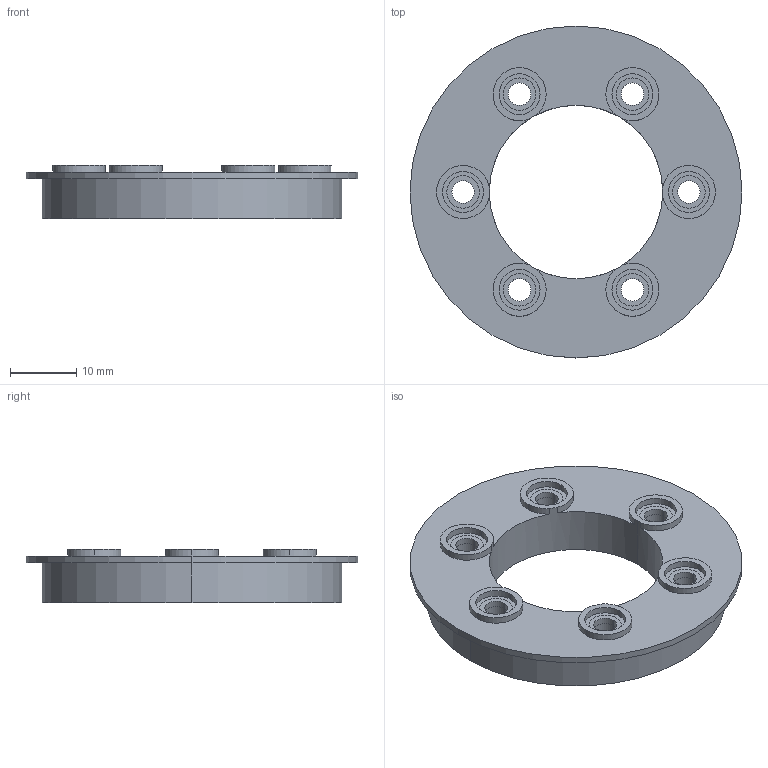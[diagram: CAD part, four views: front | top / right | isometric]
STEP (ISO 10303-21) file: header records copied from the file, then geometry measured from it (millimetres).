
FILE_DESCRIPTION (( 'STEP AP214' ), '1' );
FILE_NAME ('9.珨撰怀堤粣囀.STEP', '2025-11-18T11:30:44', ( '' ), ( '' ), 'SwSTEP 2.0', 'SolidWorks 2023', '' );
FILE_SCHEMA (( 'AUTOMOTIVE_DESIGN' ));
Length unit declared in the file: millimetre
Products named in the file (1): 9.一级输出轴内
Bounding box: 50 x 50 x 8 mm (x, y, z)
Volume: 7171.6 mm3; surface area: 5867 mm2
Topology: 7 solids, 7 shells, 132 faces, 297 edges, 198 vertices
Faces by surface type: cylinder 93, plane 39
Entity records: 3928 total; most frequent: DIRECTION 761, CARTESIAN_POINT 628, ORIENTED_EDGE 594, AXIS2_PLACEMENT_3D 331, EDGE_CURVE 297, CIRCLE 198, VERTEX_POINT 198, EDGE_LOOP 177
